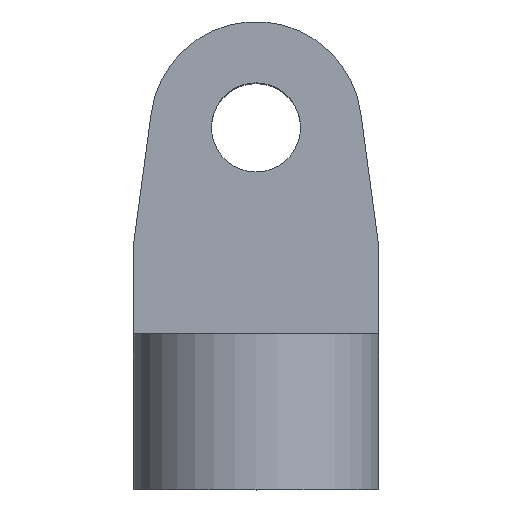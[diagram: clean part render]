
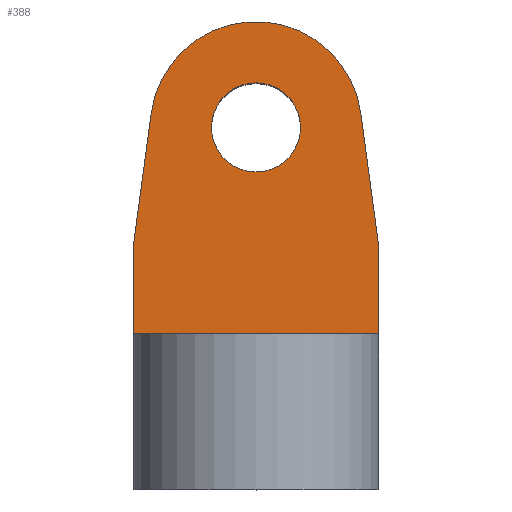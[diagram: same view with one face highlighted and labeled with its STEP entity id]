
A CAD part, top view. The second image highlights one B-rep face of the part: STEP entity #388.
In plain terms, the highlighted planar face has unit normal (0, 0, 1).
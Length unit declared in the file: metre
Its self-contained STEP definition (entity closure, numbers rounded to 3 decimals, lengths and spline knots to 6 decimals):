
#24=LINE('',#592,#64);
#29=LINE('',#603,#69);
#30=LINE('',#607,#70);
#31=LINE('',#609,#71);
#32=LINE('',#611,#72);
#64=VECTOR('',#474,1.);
#69=VECTOR('',#483,1.);
#70=VECTOR('',#486,1.);
#71=VECTOR('',#487,1.);
#72=VECTOR('',#488,1.);
#112=ORIENTED_EDGE('',*,*,#217,.T.);
#113=ORIENTED_EDGE('',*,*,#212,.T.);
#114=ORIENTED_EDGE('',*,*,#218,.T.);
#115=ORIENTED_EDGE('',*,*,#219,.F.);
#116=ORIENTED_EDGE('',*,*,#220,.F.);
#117=ORIENTED_EDGE('',*,*,#221,.F.);
#118=ORIENTED_EDGE('',*,*,#222,.F.);
#212=EDGE_CURVE('',#266,#264,#24,.T.);
#217=EDGE_CURVE('',#269,#269,#294,.T.);
#218=EDGE_CURVE('',#264,#270,#29,.T.);
#219=EDGE_CURVE('',#271,#270,#295,.T.);
#220=EDGE_CURVE('',#272,#271,#30,.T.);
#221=EDGE_CURVE('',#273,#272,#31,.T.);
#222=EDGE_CURVE('',#266,#273,#32,.T.);
#264=VERTEX_POINT('',#590);
#266=VERTEX_POINT('',#593);
#269=VERTEX_POINT('',#602);
#270=VERTEX_POINT('',#604);
#271=VERTEX_POINT('',#606);
#272=VERTEX_POINT('',#608);
#273=VERTEX_POINT('',#610);
#294=CIRCLE('',#427,0.016);
#295=CIRCLE('',#428,0.038);
#308=EDGE_LOOP('',(#112));
#309=EDGE_LOOP('',(#113,#114,#115,#116,#117,#118));
#340=FACE_BOUND('',#308,.T.);
#341=FACE_BOUND('',#309,.T.);
#371=PLANE('',#426);
#388=ADVANCED_FACE('',(#340,#341),#371,.F.);
#426=AXIS2_PLACEMENT_3D('',#600,#479,#480);
#427=AXIS2_PLACEMENT_3D('',#601,#481,#482);
#428=AXIS2_PLACEMENT_3D('',#605,#484,#485);
#474=DIRECTION('',(0.,1.,0.));
#479=DIRECTION('',(0.,0.,-1.));
#480=DIRECTION('',(-1.,0.,0.));
#481=DIRECTION('',(0.,0.,-1.));
#482=DIRECTION('',(-1.,0.,0.));
#483=DIRECTION('',(-0.133,0.991,0.));
#484=DIRECTION('',(0.,0.,-1.));
#485=DIRECTION('',(-1.,0.,0.));
#486=DIRECTION('',(0.133,0.991,0.));
#487=DIRECTION('',(0.,1.,0.));
#488=DIRECTION('',(-1.,0.,0.));
#590=CARTESIAN_POINT('',(0.088,0.,0.166));
#592=CARTESIAN_POINT('',(0.088,-0.032,0.166));
#593=CARTESIAN_POINT('',(0.088,-0.032,0.166));
#600=CARTESIAN_POINT('',(0.044,-0.032,0.166));
#601=CARTESIAN_POINT('',(0.044,0.042,0.166));
#602=CARTESIAN_POINT('',(0.028,0.042,0.166));
#603=CARTESIAN_POINT('',(0.091449,-0.025609,0.166));
#604=CARTESIAN_POINT('',(0.08166,0.047072,0.166));
#605=CARTESIAN_POINT('',(0.044,0.042,0.166));
#606=CARTESIAN_POINT('',(0.00634,0.047072,0.166));
#607=CARTESIAN_POINT('',(-0.003449,-0.025609,0.166));
#608=CARTESIAN_POINT('',(0.,0.,0.166));
#609=CARTESIAN_POINT('',(0.,-0.032,0.166));
#610=CARTESIAN_POINT('',(0.,-0.032,0.166));
#611=CARTESIAN_POINT('',(0.044,-0.032,0.166));
